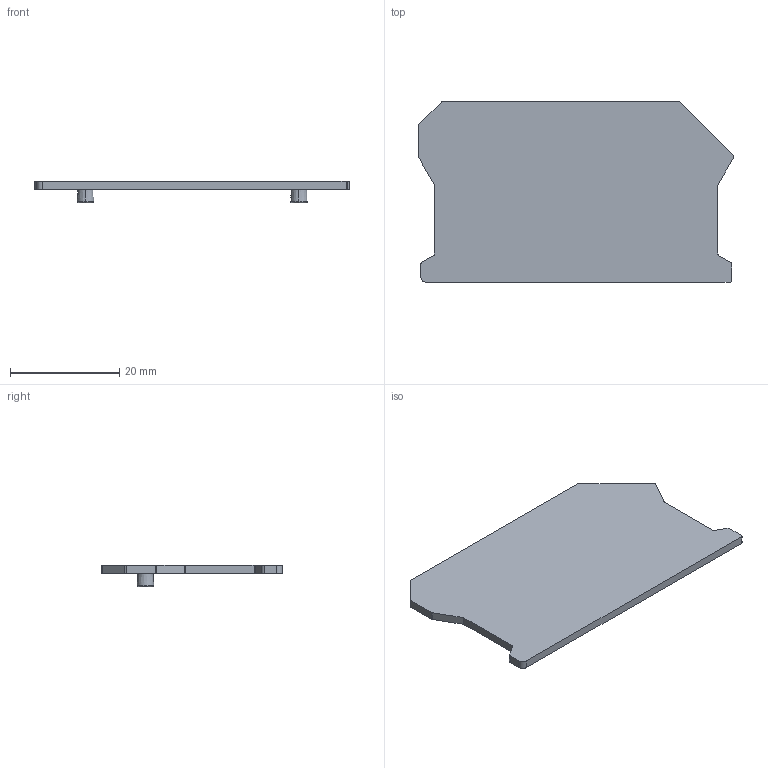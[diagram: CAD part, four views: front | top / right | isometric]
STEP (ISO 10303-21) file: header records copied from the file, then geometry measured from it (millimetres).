
FILE_DESCRIPTION((''),'2;1');
FILE_NAME('ASM0001_ASM','2013-10-08T',('Carl'),(''),'PRO/ENGINEER BY PARAMETRIC TECHNOLOGY CORPORATION, 2013130','PRO/ENGINEER BY PARAMETRIC TECHNOLOGY CORPORATION, 2013130','');
FILE_SCHEMA(('CONFIG_CONTROL_DESIGN'));
Length unit declared in the file: millimetre
Products named in the file (5): PRT0001; PRT0005; ASM0003_ASM; ASM0002_ASM; ASM0001_ASM
Assembly tree (4 placements, depth 4):
  ASM0001_ASM
    ASM0002_ASM
      ASM0003_ASM
        PRT0001
        PRT0005
Bounding box: 57.72 x 33 x 4 mm (x, y, z)
Volume: 1303 mm3; surface area: 4859.6 mm2
Topology: 1 solids, 1 shells, 485 faces, 1278 edges, 848 vertices
Faces by surface type: plane 254, cylinder 215, torus 8, cone 8
Entity records: 15241 total; most frequent: DIRECTION 2730, CARTESIAN_POINT 2623, ORIENTED_EDGE 2556, EDGE_CURVE 1278, AXIS2_PLACEMENT_3D 955, VERTEX_POINT 848, VECTOR 820, LINE 820
